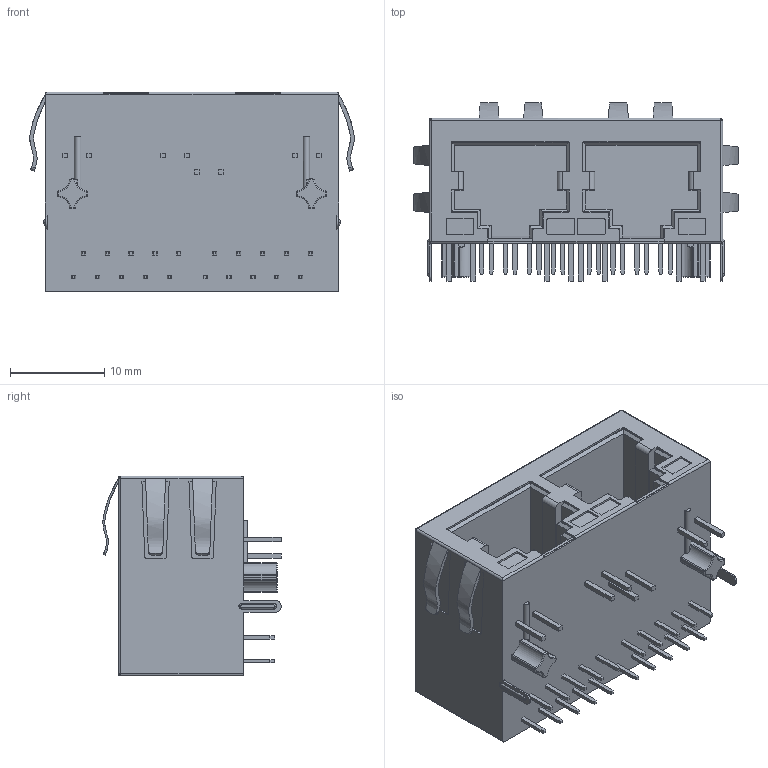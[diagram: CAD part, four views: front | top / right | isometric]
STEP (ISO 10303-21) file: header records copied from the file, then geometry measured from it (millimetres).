
FILE_DESCRIPTION (( 'STEP AP214' ), '1' );
FILE_NAME ('TMJG26945AENL.STEP', '2022-11-04T10:18:31', ( '' ), ( '' ), 'SwSTEP 2.0', 'SolidWorks 2022', '' );
FILE_SCHEMA (( 'AUTOMOTIVE_DESIGN' ));
Length unit declared in the file: millimetre
Products named in the file (1): TMJG26945AENL
Bounding box: 34.47 x 18.95 x 21.25 mm (x, y, z)
Volume: 7033.3 mm3; surface area: 4190.3 mm2
Topology: 1 solids, 1 shells, 985 faces, 2598 edges, 1698 vertices
Faces by surface type: plane 654, bspline 156, cylinder 135, sphere 24, torus 16
Entity records: 39011 total; most frequent: CARTESIAN_POINT 15459, ORIENTED_EDGE 5196, DIRECTION 4232, EDGE_CURVE 2598, VECTOR 1956, LINE 1956, VERTEX_POINT 1698, AXIS2_PLACEMENT_3D 1138
